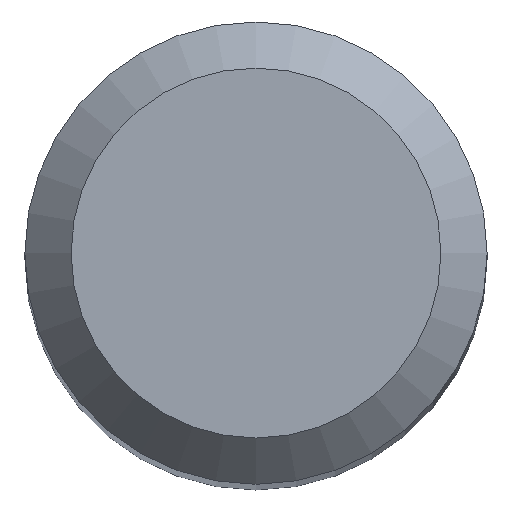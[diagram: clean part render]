
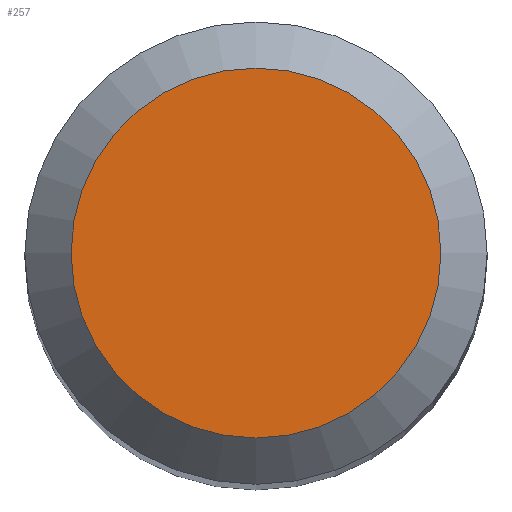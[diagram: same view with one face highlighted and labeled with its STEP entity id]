
A CAD part, top view. The second image highlights one B-rep face of the part: STEP entity #257.
In plain terms, the highlighted planar face has unit normal (0, 0, 1).
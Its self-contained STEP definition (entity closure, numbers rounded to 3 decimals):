
#14 = EDGE_LOOP ( 'NONE', ( #175 ) ) ;
#45 = DIRECTION ( 'NONE',  ( 0., -1., 0. ) ) ;
#60 = VERTEX_POINT ( 'NONE', #193 ) ;
#64 = CARTESIAN_POINT ( 'NONE',  ( 0., 0., 55. ) ) ;
#66 = DIRECTION ( 'NONE',  ( 0., 0., 1. ) ) ;
#76 = AXIS2_PLACEMENT_3D ( 'NONE', #64, #66, #45 ) ;
#83 = CARTESIAN_POINT ( 'NONE',  ( 0., 0., 55. ) ) ;
#117 = AXIS2_PLACEMENT_3D ( 'NONE', #83, #209, #122 ) ;
#122 = DIRECTION ( 'NONE',  ( 0., 1., 0. ) ) ;
#128 = FACE_OUTER_BOUND ( 'NONE', #14, .T. ) ;
#164 = PLANE ( 'NONE',  #117 ) ;
#175 = ORIENTED_EDGE ( 'NONE', *, *, #217, .T. ) ;
#193 = CARTESIAN_POINT ( 'NONE',  ( 0., -2.4, 55. ) ) ;
#194 = CIRCLE ( 'NONE', #76, 2.4 ) ;
#209 = DIRECTION ( 'NONE',  ( 0., 0., -1. ) ) ;
#217 = EDGE_CURVE ( 'NONE', #60, #60, #194, .T. ) ;
#257 = ADVANCED_FACE ( 'NONE', ( #128 ), #164, .F. ) ;
